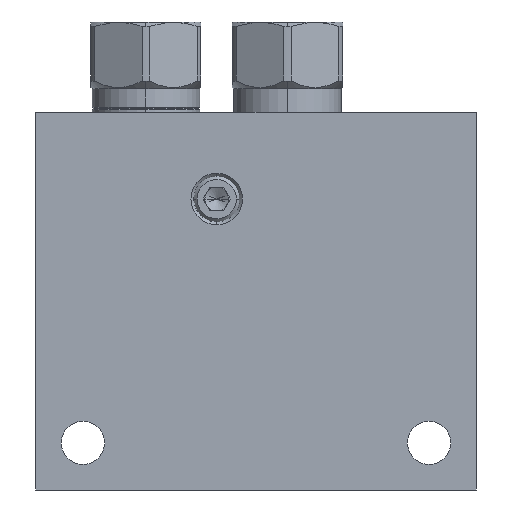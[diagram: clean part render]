
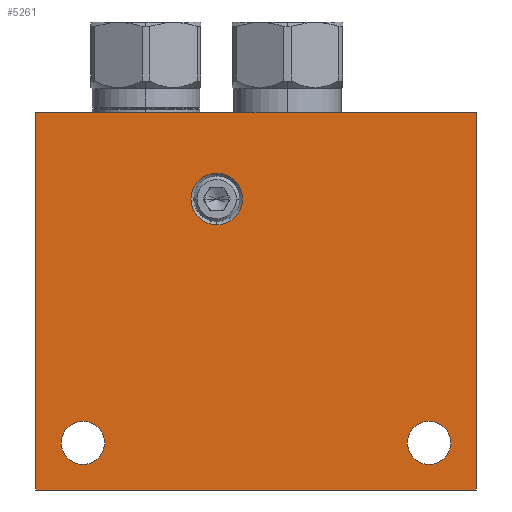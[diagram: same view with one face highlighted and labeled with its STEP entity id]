
A CAD part, front view. The second image highlights one B-rep face of the part: STEP entity #5261.
In plain terms, the highlighted planar face has unit normal (0, -1, 0).
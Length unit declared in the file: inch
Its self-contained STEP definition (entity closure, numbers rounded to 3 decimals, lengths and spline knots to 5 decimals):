
#5=DIRECTION('',(1.,0.,0.));
#6=VECTOR('',#5,3.5);
#7=CARTESIAN_POINT('',(0.,-3.,0.));
#8=LINE('',#7,#6);
#85=DIRECTION('',(0.,0.,1.));
#86=VECTOR('',#85,3.);
#87=CARTESIAN_POINT('',(3.5,-3.,0.));
#88=LINE('',#87,#86);
#129=DIRECTION('',(0.,0.,1.));
#130=VECTOR('',#129,3.);
#131=CARTESIAN_POINT('',(0.,-3.,0.));
#132=LINE('',#131,#130);
#133=CARTESIAN_POINT('',(3.125,-3.,0.375));
#134=DIRECTION('',(0.,1.,0.));
#135=DIRECTION('',(0.,0.,-1.));
#136=AXIS2_PLACEMENT_3D('',#133,#134,#135);
#138=CARTESIAN_POINT('',(3.125,-3.,0.375));
#139=DIRECTION('',(0.,1.,0.));
#140=DIRECTION('',(0.,0.,1.));
#141=AXIS2_PLACEMENT_3D('',#138,#139,#140);
#143=CARTESIAN_POINT('',(0.375,-3.,0.375));
#144=DIRECTION('',(0.,1.,0.));
#145=DIRECTION('',(0.,0.,-1.));
#146=AXIS2_PLACEMENT_3D('',#143,#144,#145);
#148=CARTESIAN_POINT('',(0.375,-3.,0.375));
#149=DIRECTION('',(0.,1.,0.));
#150=DIRECTION('',(0.,0.,1.));
#151=AXIS2_PLACEMENT_3D('',#148,#149,#150);
#153=CARTESIAN_POINT('',(1.438,-3.,2.312));
#154=DIRECTION('',(0.,1.,0.));
#155=DIRECTION('',(0.,0.,-1.));
#156=AXIS2_PLACEMENT_3D('',#153,#154,#155);
#158=CARTESIAN_POINT('',(1.438,-3.,2.312));
#159=DIRECTION('',(0.,1.,0.));
#160=DIRECTION('',(0.,0.,1.));
#161=AXIS2_PLACEMENT_3D('',#158,#159,#160);
#175=DIRECTION('',(1.,0.,0.));
#176=VECTOR('',#175,3.5);
#177=CARTESIAN_POINT('',(0.,-3.,3.));
#178=LINE('',#177,#176);
#4517=CARTESIAN_POINT('',(0.,-3.,0.));
#4519=VERTEX_POINT('',#4517);
#4520=CARTESIAN_POINT('',(3.5,-3.,0.));
#4521=VERTEX_POINT('',#4520);
#4525=CARTESIAN_POINT('',(0.,-3.,3.));
#4527=VERTEX_POINT('',#4525);
#4528=CARTESIAN_POINT('',(3.5,-3.,3.));
#4529=VERTEX_POINT('',#4528);
#5023=CARTESIAN_POINT('',(3.125,-3.,0.203));
#5024=CARTESIAN_POINT('',(3.125,-3.,0.547));
#5025=VERTEX_POINT('',#5023);
#5026=VERTEX_POINT('',#5024);
#5035=CARTESIAN_POINT('',(0.375,-3.,0.203));
#5036=CARTESIAN_POINT('',(0.375,-3.,0.547));
#5037=VERTEX_POINT('',#5035);
#5038=VERTEX_POINT('',#5036);
#5065=CARTESIAN_POINT('',(1.438,-3.,2.517));
#5066=VERTEX_POINT('',#5065);
#5069=CARTESIAN_POINT('',(1.438,-3.,2.107));
#5070=VERTEX_POINT('',#5069);
#5231=CARTESIAN_POINT('',(0.,-3.,0.));
#5232=DIRECTION('',(0.,-1.,0.));
#5233=DIRECTION('',(1.,0.,0.));
#5234=AXIS2_PLACEMENT_3D('',#5231,#5232,#5233);
#5235=PLANE('',#5234);
#5236=ORIENTED_EDGE('',*,*,#5119,.F.);
#5237=ORIENTED_EDGE('',*,*,#5144,.T.);
#5239=ORIENTED_EDGE('',*,*,#5238,.T.);
#5240=ORIENTED_EDGE('',*,*,#5199,.F.);
#5241=EDGE_LOOP('',(#5236,#5237,#5239,#5240));
#5242=FACE_OUTER_BOUND('',#5241,.F.);
#5244=ORIENTED_EDGE('',*,*,#5243,.F.);
#5246=ORIENTED_EDGE('',*,*,#5245,.F.);
#5247=EDGE_LOOP('',(#5244,#5246));
#5248=FACE_BOUND('',#5247,.F.);
#5250=ORIENTED_EDGE('',*,*,#5249,.F.);
#5252=ORIENTED_EDGE('',*,*,#5251,.F.);
#5253=EDGE_LOOP('',(#5250,#5252));
#5254=FACE_BOUND('',#5253,.F.);
#5256=ORIENTED_EDGE('',*,*,#5255,.F.);
#5258=ORIENTED_EDGE('',*,*,#5257,.F.);
#5259=EDGE_LOOP('',(#5256,#5258));
#5260=FACE_BOUND('',#5259,.F.);
#5261=ADVANCED_FACE('',(#5242,#5248,#5254,#5260),#5235,.T.);
#137=CIRCLE('',#136,0.172);
#142=CIRCLE('',#141,0.172);
#147=CIRCLE('',#146,0.172);
#152=CIRCLE('',#151,0.172);
#157=CIRCLE('',#156,0.205);
#162=CIRCLE('',#161,0.205);
#5119=EDGE_CURVE('',#4519,#4521,#8,.T.);
#5144=EDGE_CURVE('',#4519,#4527,#132,.T.);
#5199=EDGE_CURVE('',#4521,#4529,#88,.T.);
#5238=EDGE_CURVE('',#4527,#4529,#178,.T.);
#5243=EDGE_CURVE('',#5025,#5026,#137,.T.);
#5245=EDGE_CURVE('',#5026,#5025,#142,.T.);
#5249=EDGE_CURVE('',#5037,#5038,#147,.T.);
#5251=EDGE_CURVE('',#5038,#5037,#152,.T.);
#5255=EDGE_CURVE('',#5070,#5066,#157,.T.);
#5257=EDGE_CURVE('',#5066,#5070,#162,.T.);
